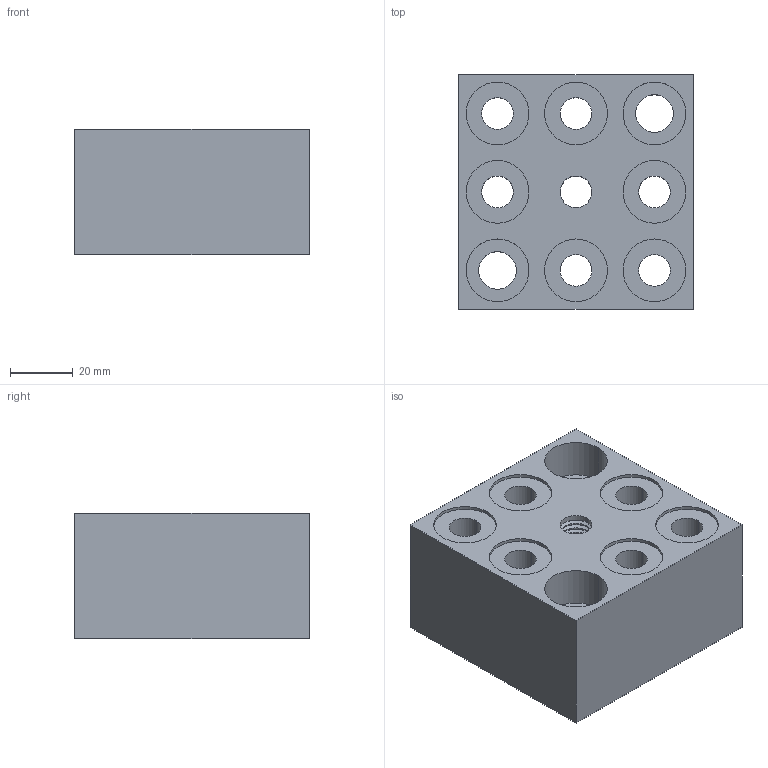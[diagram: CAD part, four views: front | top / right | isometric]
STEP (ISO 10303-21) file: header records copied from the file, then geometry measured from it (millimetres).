
FILE_DESCRIPTION(('STEP AP214'),'1');
FILE_NAME(' ',' ',('TraceParts'),('TraceParts S.A.'),'XStep 1.0',' ',' ');
FILE_SCHEMA(('automotive_design'));
Length unit declared in the file: millimetre
Products named in the file (1): 1
Bounding box: 74.8 x 74.8 x 40 mm (x, y, z)
Volume: 182317.9 mm3; surface area: 39854.3 mm2
Topology: 1 solids, 1 shells, 1294 faces, 2606 edges, 1324 vertices
Faces by surface type: torus 496, cone 496, cylinder 286, plane 16
Entity records: 63144 total; most frequent: DIRECTION 7008, STYLED_ITEM 5225, PRESENTATION_STYLE_ASSIGNMENT 5225, CARTESIAN_POINT 5225, COLOUR_RGB 5225, ORIENTED_EDGE 5212, AXIS2_PLACEMENT_3D 3107, EDGE_CURVE 2606
